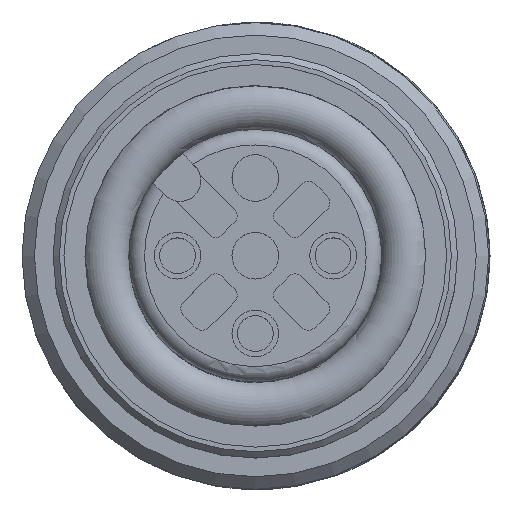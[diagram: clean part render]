
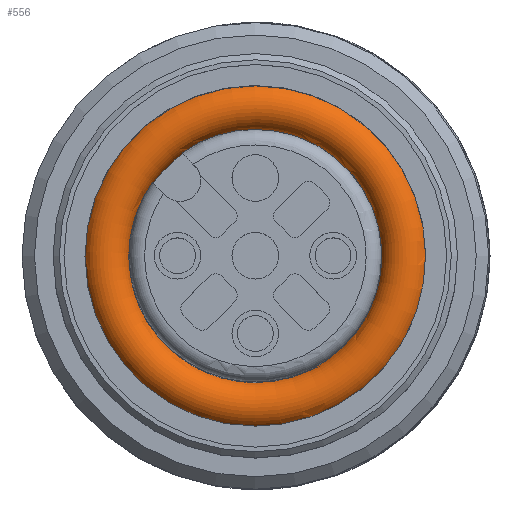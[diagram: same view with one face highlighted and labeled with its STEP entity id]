
A CAD part, top view. The second image highlights one B-rep face of the part: STEP entity #556.
In plain terms, the highlighted toroidal (fillet/blend) face has major radius 4.812 mm and minor radius 0.775 mm.
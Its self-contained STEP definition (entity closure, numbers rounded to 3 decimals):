
#90=(
BOUNDED_CURVE()
B_SPLINE_CURVE(2,(#3952,#3953,#3954,#3955,#3956),.UNSPECIFIED.,.F.,.F.)
B_SPLINE_CURVE_WITH_KNOTS((3,2,3),(0.,0.187,1.),
 .UNSPECIFIED.)
CURVE()
GEOMETRIC_REPRESENTATION_ITEM()
RATIONAL_B_SPLINE_CURVE((0.847,0.906,1.,0.591,
0.851))
REPRESENTATION_ITEM('')
);
#91=(
BOUNDED_CURVE()
B_SPLINE_CURVE(2,(#3960,#3961,#3962,#3963,#3964,#3965,#3966),
 .UNSPECIFIED.,.F.,.F.)
B_SPLINE_CURVE_WITH_KNOTS((3,2,2,3),(0.,0.062,0.5,1.),
 .UNSPECIFIED.)
CURVE()
GEOMETRIC_REPRESENTATION_ITEM()
RATIONAL_B_SPLINE_CURVE((1.,0.991,1.,0.5,1.,0.764,
1.))
REPRESENTATION_ITEM('')
);
#224=B_SPLINE_CURVE_WITH_KNOTS('',3,(#3938,#3939,#3940,#3941,#3942,#3943,
#3944,#3945,#3946,#3947),.UNSPECIFIED.,.F.,.F.,(4,3,3,4),(0.,0.351,
0.702,1.),.UNSPECIFIED.);
#227=B_SPLINE_CURVE_WITH_KNOTS('',3,(#3971,#3972,#3973,#3974,#3975,#3976,
#3977,#3978,#3979,#3980),.UNSPECIFIED.,.F.,.F.,(4,3,3,4),(0.,0.348,
0.696,1.),.UNSPECIFIED.);
#389=TOROIDAL_SURFACE('',#2948,4.812,0.775);
#440=FACE_BOUND('',#977,.T.);
#441=FACE_BOUND('',#978,.T.);
#556=ADVANCED_FACE('F257',(#440,#441),#389,.T.);
#977=EDGE_LOOP('',(#1511,#1512,#1513,#1514,#1515,#1516));
#978=EDGE_LOOP('',(#1517));
#1129=CIRCLE('',#2803,4.22);
#1206=CIRCLE('',#2944,4.062);
#1207=CIRCLE('',#2947,5.475);
#1511=ORIENTED_EDGE('',*,*,#2425,.F.);
#1512=ORIENTED_EDGE('',*,*,#2293,.T.);
#1513=ORIENTED_EDGE('',*,*,#2431,.F.);
#1514=ORIENTED_EDGE('',*,*,#2429,.F.);
#1515=ORIENTED_EDGE('',*,*,#2428,.F.);
#1516=ORIENTED_EDGE('',*,*,#2427,.F.);
#1517=ORIENTED_EDGE('',*,*,#2432,.T.);
#2029=VERTEX_POINT('',#3604);
#2030=VERTEX_POINT('',#3606);
#2128=VERTEX_POINT('',#3948);
#2129=VERTEX_POINT('',#3957);
#2130=VERTEX_POINT('',#3959);
#2131=VERTEX_POINT('',#3967);
#2132=VERTEX_POINT('',#3983);
#2293=EDGE_CURVE('',#2030,#2029,#1129,.T.);
#2425=EDGE_CURVE('E568',#2030,#2128,#224,.T.);
#2427=EDGE_CURVE('E567',#2128,#2129,#90,.T.);
#2428=EDGE_CURVE('E566',#2129,#2130,#1206,.T.);
#2429=EDGE_CURVE('E572',#2130,#2131,#91,.T.);
#2431=EDGE_CURVE('E570',#2131,#2029,#227,.T.);
#2432=EDGE_CURVE('E299',#2132,#2132,#1207,.T.);
#2803=AXIS2_PLACEMENT_3D('',#3605,#3052,#3053);
#2944=AXIS2_PLACEMENT_3D('',#3958,#3383,#3384);
#2947=AXIS2_PLACEMENT_3D('',#3982,#3389,#3390);
#2948=AXIS2_PLACEMENT_3D('',#3984,#3391,#3392);
#3052=DIRECTION('',(0.,0.,-1.));
#3053=DIRECTION('',(0.,1.,0.));
#3383=DIRECTION('',(0.,0.,1.));
#3384=DIRECTION('',(0.,-1.,0.));
#3389=DIRECTION('',(0.,0.,1.));
#3390=DIRECTION('',(0.,-1.,0.));
#3391=DIRECTION('',(0.,0.,1.));
#3392=DIRECTION('',(0.,1.,0.));
#3604=CARTESIAN_POINT('',(57.531,63.423,1.2));
#3605=CARTESIAN_POINT('',(60.,60.,1.2));
#3606=CARTESIAN_POINT('',(56.577,62.469,1.2));
#3938=CARTESIAN_POINT('',(56.577,62.469,1.2));
#3939=CARTESIAN_POINT('',(56.617,62.429,1.266));
#3940=CARTESIAN_POINT('',(56.649,62.397,1.342));
#3941=CARTESIAN_POINT('',(56.671,62.374,1.422));
#3942=CARTESIAN_POINT('',(56.693,62.352,1.503));
#3943=CARTESIAN_POINT('',(56.706,62.34,1.59));
#3944=CARTESIAN_POINT('',(56.708,62.338,1.676));
#3945=CARTESIAN_POINT('',(56.709,62.336,1.75));
#3946=CARTESIAN_POINT('',(56.703,62.342,1.824));
#3947=CARTESIAN_POINT('',(56.69,62.355,1.895));
#3948=CARTESIAN_POINT('',(56.69,62.355,1.895));
#3952=CARTESIAN_POINT('',(56.69,62.355,1.895));
#3953=CARTESIAN_POINT('',(56.265,61.759,1.895));
#3954=CARTESIAN_POINT('',(56.076,61.051,1.895));
#3955=CARTESIAN_POINT('',(54.818,56.357,1.895));
#3956=CARTESIAN_POINT('',(59.661,55.952,1.895));
#3957=CARTESIAN_POINT('',(59.661,55.952,1.895));
#3958=CARTESIAN_POINT('',(60.,60.,1.895));
#3959=CARTESIAN_POINT('',(60.,55.938,1.895));
#3960=CARTESIAN_POINT('',(60.,55.937,1.895));
#3961=CARTESIAN_POINT('',(60.535,55.937,1.895));
#3962=CARTESIAN_POINT('',(61.051,56.076,1.895));
#3963=CARTESIAN_POINT('',(67.848,57.897,1.895));
#3964=CARTESIAN_POINT('',(62.873,62.873,1.895));
#3965=CARTESIAN_POINT('',(60.444,65.302,1.895));
#3966=CARTESIAN_POINT('',(57.645,63.31,1.895));
#3967=CARTESIAN_POINT('',(57.645,63.31,1.895));
#3971=CARTESIAN_POINT('',(57.645,63.31,1.895));
#3972=CARTESIAN_POINT('',(57.66,63.295,1.812));
#3973=CARTESIAN_POINT('',(57.666,63.289,1.725));
#3974=CARTESIAN_POINT('',(57.661,63.294,1.639));
#3975=CARTESIAN_POINT('',(57.656,63.299,1.554));
#3976=CARTESIAN_POINT('',(57.641,63.314,1.469));
#3977=CARTESIAN_POINT('',(57.616,63.338,1.39));
#3978=CARTESIAN_POINT('',(57.595,63.36,1.322));
#3979=CARTESIAN_POINT('',(57.566,63.389,1.257));
#3980=CARTESIAN_POINT('',(57.531,63.423,1.2));
#3982=CARTESIAN_POINT('',(60.,60.,2.102));
#3983=CARTESIAN_POINT('',(60.,54.525,2.102));
#3984=CARTESIAN_POINT('',(60.,60.,1.7));
